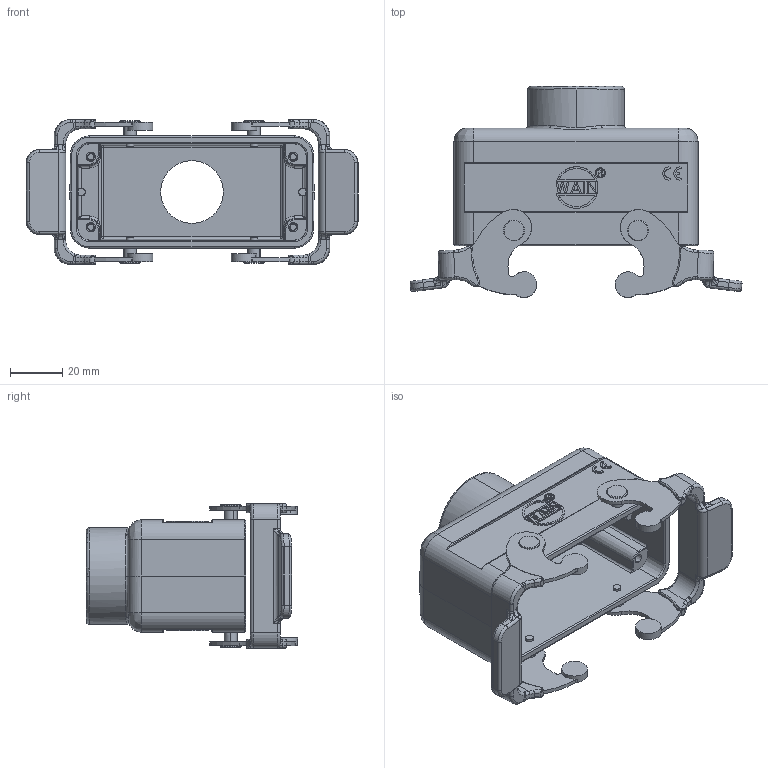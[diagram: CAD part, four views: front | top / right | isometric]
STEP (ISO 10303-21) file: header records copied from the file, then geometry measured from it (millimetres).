
FILE_DESCRIPTION(/* description */ (''),/* implementation_level */ '2;1');
FILE_NAME(/* name */ '3D_1240164411011_HV16B-TE-2L_SC-PG21_V1.1.stp',/* time_stamp */ '2024-01-05T13:33:50+08:00',/* author */ (''),/* organization */ (''),/* preprocessor_version */ 'ST-DEVELOPER v18.1',/* originating_system */ 'SIEMENS PLM Software NX 1980',/* authorisation */ '');
FILE_SCHEMA (('AUTOMOTIVE_DESIGN { 1 0 10303 214 3 1 1 1 }'));
Length unit declared in the file: millimetre
Products named in the file (1): 145932C43606rn0n
Bounding box: 127.15 x 80.82 x 55.41 mm (x, y, z)
Volume: 71257.1 mm3; surface area: 43543.3 mm2
Topology: 3 solids, 3 shells, 825 faces, 2048 edges, 1247 vertices
Faces by surface type: plane 291, cylinder 263, torus 130, bspline 82, cone 43, extrusion 8, sphere 6, revolution 2
Full cylindrical faces by diameter (mm): 24 x1, 26.9 x1
Entity records: 30199 total; most frequent: CARTESIAN_POINT 11234, ORIENTED_EDGE 4018, DIRECTION 3852, EDGE_CURVE 2009, AXIS2_PLACEMENT_3D 1465, VERTEX_POINT 1245, VECTOR 920, LINE 912
